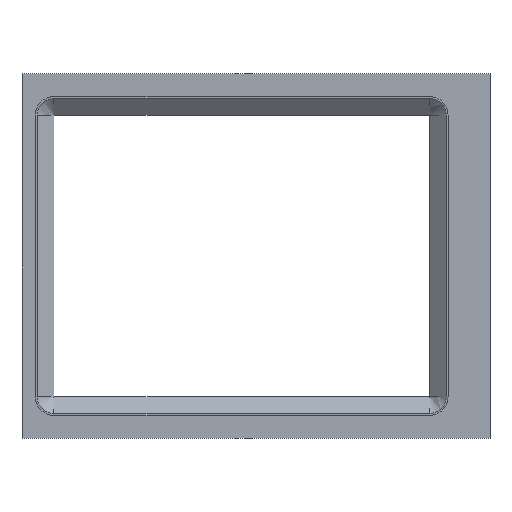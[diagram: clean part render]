
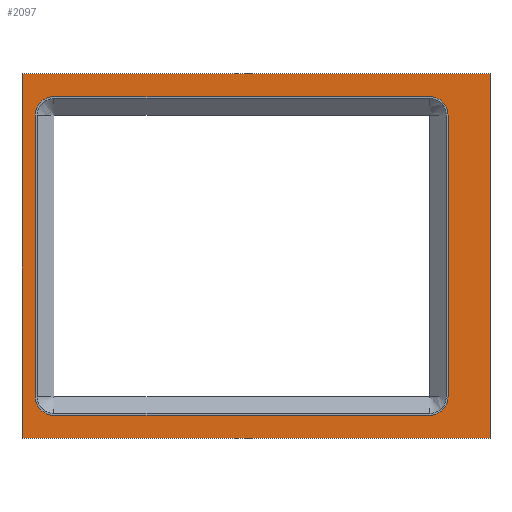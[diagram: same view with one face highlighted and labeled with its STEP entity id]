
A CAD part, top view. The second image highlights one B-rep face of the part: STEP entity #2097.
In plain terms, the highlighted planar face has unit normal (0, 0, 1).
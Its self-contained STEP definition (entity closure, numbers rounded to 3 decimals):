
#2097 = ADVANCED_FACE('',(#2098,#2132),#2202,.T.);
#2098 = FACE_BOUND('',#2099,.T.);
#2099 = EDGE_LOOP('',(#2100,#2110,#2118,#2126));
#2100 = ORIENTED_EDGE('',*,*,#2101,.T.);
#2101 = EDGE_CURVE('',#2102,#2104,#2106,.T.);
#2102 = VERTEX_POINT('',#2103);
#2103 = CARTESIAN_POINT('',(26.95,19.8,1.));
#2104 = VERTEX_POINT('',#2105);
#2105 = CARTESIAN_POINT('',(-23.85,19.8,1.));
#2106 = LINE('',#2107,#2108);
#2107 = CARTESIAN_POINT('',(26.95,19.8,1.));
#2108 = VECTOR('',#2109,1.);
#2109 = DIRECTION('',(-1.,0.,0.));
#2110 = ORIENTED_EDGE('',*,*,#2111,.T.);
#2111 = EDGE_CURVE('',#2104,#2112,#2114,.T.);
#2112 = VERTEX_POINT('',#2113);
#2113 = CARTESIAN_POINT('',(-23.85,-19.8,1.));
#2114 = LINE('',#2115,#2116);
#2115 = CARTESIAN_POINT('',(-23.85,19.8,1.));
#2116 = VECTOR('',#2117,1.);
#2117 = DIRECTION('',(0.,-1.,0.));
#2118 = ORIENTED_EDGE('',*,*,#2119,.F.);
#2119 = EDGE_CURVE('',#2120,#2112,#2122,.T.);
#2120 = VERTEX_POINT('',#2121);
#2121 = CARTESIAN_POINT('',(26.95,-19.8,1.));
#2122 = LINE('',#2123,#2124);
#2123 = CARTESIAN_POINT('',(26.95,-19.8,1.));
#2124 = VECTOR('',#2125,1.);
#2125 = DIRECTION('',(-1.,0.,0.));
#2126 = ORIENTED_EDGE('',*,*,#2127,.F.);
#2127 = EDGE_CURVE('',#2102,#2120,#2128,.T.);
#2128 = LINE('',#2129,#2130);
#2129 = CARTESIAN_POINT('',(26.95,19.8,1.));
#2130 = VECTOR('',#2131,1.);
#2131 = DIRECTION('',(0.,-1.,0.));
#2132 = FACE_BOUND('',#2133,.T.);
#2133 = EDGE_LOOP('',(#2134,#2145,#2153,#2162,#2170,#2179,#2187,#2196));
#2134 = ORIENTED_EDGE('',*,*,#2135,.T.);
#2135 = EDGE_CURVE('',#2136,#2138,#2140,.T.);
#2136 = VERTEX_POINT('',#2137);
#2137 = CARTESIAN_POINT('',(-20.4,-17.3,1.));
#2138 = VERTEX_POINT('',#2139);
#2139 = CARTESIAN_POINT('',(-22.4,-15.3,1.));
#2140 = CIRCLE('',#2141,2.);
#2141 = AXIS2_PLACEMENT_3D('',#2142,#2143,#2144);
#2142 = CARTESIAN_POINT('',(-20.4,-15.3,1.));
#2143 = DIRECTION('',(0.,0.,-1.));
#2144 = DIRECTION('',(1.,0.,0.));
#2145 = ORIENTED_EDGE('',*,*,#2146,.T.);
#2146 = EDGE_CURVE('',#2138,#2147,#2149,.T.);
#2147 = VERTEX_POINT('',#2148);
#2148 = CARTESIAN_POINT('',(-22.4,15.3,1.));
#2149 = LINE('',#2150,#2151);
#2150 = CARTESIAN_POINT('',(-22.4,-7.65,1.));
#2151 = VECTOR('',#2152,1.);
#2152 = DIRECTION('',(0.,1.,0.));
#2153 = ORIENTED_EDGE('',*,*,#2154,.T.);
#2154 = EDGE_CURVE('',#2147,#2155,#2157,.T.);
#2155 = VERTEX_POINT('',#2156);
#2156 = CARTESIAN_POINT('',(-20.4,17.3,1.));
#2157 = CIRCLE('',#2158,2.);
#2158 = AXIS2_PLACEMENT_3D('',#2159,#2160,#2161);
#2159 = CARTESIAN_POINT('',(-20.4,15.3,1.));
#2160 = DIRECTION('',(0.,0.,-1.));
#2161 = DIRECTION('',(1.,0.,0.));
#2162 = ORIENTED_EDGE('',*,*,#2163,.T.);
#2163 = EDGE_CURVE('',#2155,#2164,#2166,.T.);
#2164 = VERTEX_POINT('',#2165);
#2165 = CARTESIAN_POINT('',(20.4,17.3,1.));
#2166 = LINE('',#2167,#2168);
#2167 = CARTESIAN_POINT('',(-9.78,17.3,1.));
#2168 = VECTOR('',#2169,1.);
#2169 = DIRECTION('',(1.,0.,0.));
#2170 = ORIENTED_EDGE('',*,*,#2171,.T.);
#2171 = EDGE_CURVE('',#2164,#2172,#2174,.T.);
#2172 = VERTEX_POINT('',#2173);
#2173 = CARTESIAN_POINT('',(22.4,15.3,1.));
#2174 = CIRCLE('',#2175,2.);
#2175 = AXIS2_PLACEMENT_3D('',#2176,#2177,#2178);
#2176 = CARTESIAN_POINT('',(20.4,15.3,1.));
#2177 = DIRECTION('',(0.,0.,-1.));
#2178 = DIRECTION('',(1.,0.,0.));
#2179 = ORIENTED_EDGE('',*,*,#2180,.T.);
#2180 = EDGE_CURVE('',#2172,#2181,#2183,.T.);
#2181 = VERTEX_POINT('',#2182);
#2182 = CARTESIAN_POINT('',(22.4,-15.3,1.));
#2183 = LINE('',#2184,#2185);
#2184 = CARTESIAN_POINT('',(22.4,7.65,1.));
#2185 = VECTOR('',#2186,1.);
#2186 = DIRECTION('',(0.,-1.,0.));
#2187 = ORIENTED_EDGE('',*,*,#2188,.T.);
#2188 = EDGE_CURVE('',#2181,#2189,#2191,.T.);
#2189 = VERTEX_POINT('',#2190);
#2190 = CARTESIAN_POINT('',(20.4,-17.3,1.));
#2191 = CIRCLE('',#2192,2.);
#2192 = AXIS2_PLACEMENT_3D('',#2193,#2194,#2195);
#2193 = CARTESIAN_POINT('',(20.4,-15.3,1.));
#2194 = DIRECTION('',(0.,0.,-1.));
#2195 = DIRECTION('',(1.,0.,0.));
#2196 = ORIENTED_EDGE('',*,*,#2197,.T.);
#2197 = EDGE_CURVE('',#2189,#2136,#2198,.T.);
#2198 = LINE('',#2199,#2200);
#2199 = CARTESIAN_POINT('',(10.62,-17.3,1.));
#2200 = VECTOR('',#2201,1.);
#2201 = DIRECTION('',(-1.,0.,0.));
#2202 = PLANE('',#2203);
#2203 = AXIS2_PLACEMENT_3D('',#2204,#2205,#2206);
#2204 = CARTESIAN_POINT('',(0.84,0.,1.));
#2205 = DIRECTION('',(0.,0.,1.));
#2206 = DIRECTION('',(1.,0.,0.));
